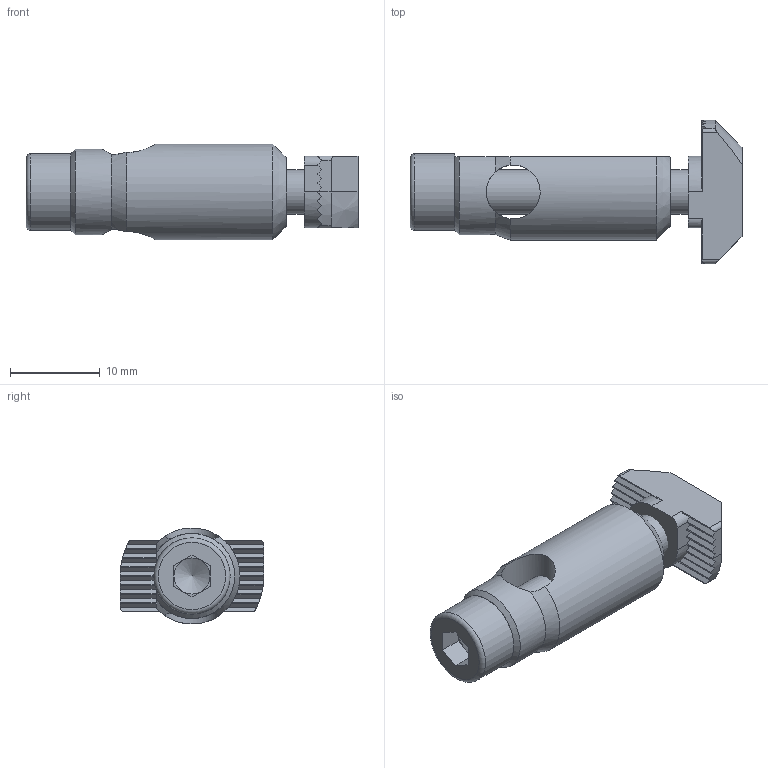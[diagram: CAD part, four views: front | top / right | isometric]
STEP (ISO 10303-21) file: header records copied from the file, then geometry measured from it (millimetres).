
FILE_DESCRIPTION(/* description */ (''),/* implementation_level */ '2;1');
FILE_NAME(/* name */ '91422 KriTec Automatik-Verbindungssatz 8 Raster 30 verzinkt.stp',/* time_stamp */ '2019-10-25T09:55:09+02:00',/* author */ ('Nell'),/* organization */ (''),/* preprocessor_version */ 'ST-DEVELOPER v17',/* originating_system */ 'Autodesk Inventor 2018',/* authorisation */ '');
FILE_SCHEMA (('AUTOMOTIVE_DESIGN { 1 0 10303 214 3 1 1 }'));
Length unit declared in the file: millimetre
Products named in the file (4): 91422 KriTec Automatik-Verbindungssatz 8 Raster 30 verzinkt; 91422-1; 91422-2; 91422-3
Assembly tree (3 placements, depth 2):
  91422 KriTec Automatik-Verbindungssatz 8 Raster 30 verzinkt
    91422-1
    91422-2
    91422-3
Bounding box: 37 x 16 x 10.7 mm (x, y, z)
Volume: 2523 mm3; surface area: 2503.1 mm2
Topology: 3 solids, 3 shells, 126 faces, 355 edges, 235 vertices
Faces by surface type: plane 77, cylinder 37, cone 10, torus 2
Full cylindrical faces by diameter (mm): 4.1 x1, 5 x3, 6 x2, 8.5 x1
Entity records: 5107 total; most frequent: CARTESIAN_POINT 1687, ORIENTED_EDGE 708, DIRECTION 690, EDGE_CURVE 354, AXIS2_PLACEMENT_3D 255, VERTEX_POINT 235, LINE 180, VECTOR 180
